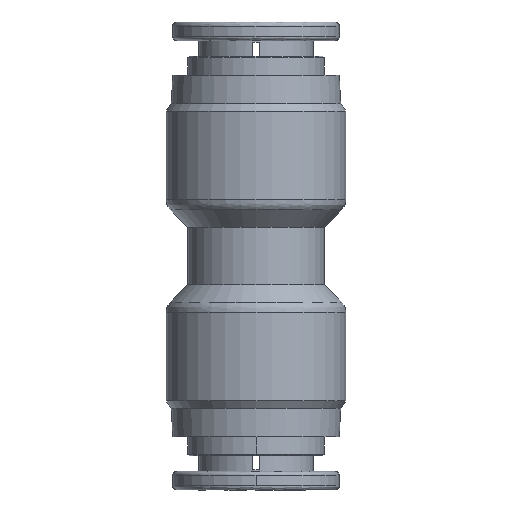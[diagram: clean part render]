
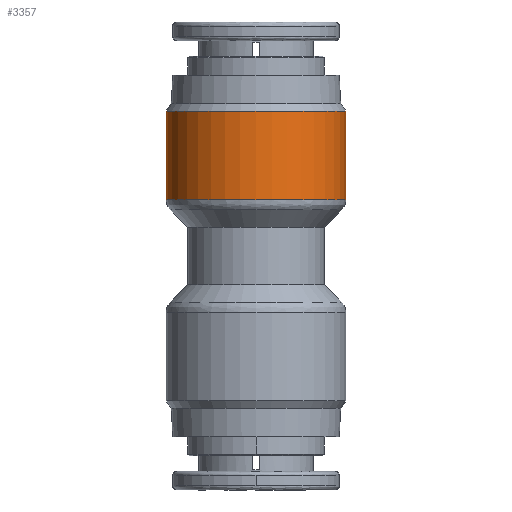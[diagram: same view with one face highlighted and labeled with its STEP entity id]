
A CAD part, front view. The second image highlights one B-rep face of the part: STEP entity #3357.
In plain terms, the highlighted cylindrical face has radius 6.25 mm (diameter 12.5 mm), a partial arc.
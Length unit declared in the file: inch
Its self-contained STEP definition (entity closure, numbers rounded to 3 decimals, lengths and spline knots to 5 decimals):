
#48 = CARTESIAN_POINT ( 'NONE',  ( 0.24606, 0., 0.1541 ) ) ;
#50 = VECTOR ( 'NONE', #3313, 39.37008 ) ;
#118 = EDGE_LOOP ( 'NONE', ( #4730, #3820, #1083, #304 ) ) ;
#304 = ORIENTED_EDGE ( 'NONE', *, *, #2757, .T. ) ;
#394 = DIRECTION ( 'NONE',  ( 0., 0., 1. ) ) ;
#1017 = VERTEX_POINT ( 'NONE', #48 ) ;
#1083 = ORIENTED_EDGE ( 'NONE', *, *, #2463, .T. ) ;
#1214 = CARTESIAN_POINT ( 'NONE',  ( 0.24606, 0., 0. ) ) ;
#1659 = CARTESIAN_POINT ( 'NONE',  ( -0.24606, 0., 0.39764 ) ) ;
#1791 = AXIS2_PLACEMENT_3D ( 'NONE', #5293, #394, #3289 ) ;
#1808 = CARTESIAN_POINT ( 'NONE',  ( -0.24606, 0., 0. ) ) ;
#2019 = LINE ( 'NONE', #1808, #3119 ) ;
#2083 = DIRECTION ( 'NONE',  ( 0., 0., -1. ) ) ;
#2171 = VERTEX_POINT ( 'NONE', #1659 ) ;
#2175 = CARTESIAN_POINT ( 'NONE',  ( 0., 0., 0. ) ) ;
#2205 = DIRECTION ( 'NONE',  ( 0., 0., -1. ) ) ;
#2265 = FACE_OUTER_BOUND ( 'NONE', #118, .T. ) ;
#2463 = EDGE_CURVE ( 'NONE', #2171, #2826, #2019, .T. ) ;
#2757 = EDGE_CURVE ( 'NONE', #2826, #1017, #5069, .T. ) ;
#2776 = AXIS2_PLACEMENT_3D ( 'NONE', #5101, #2083, #3770 ) ;
#2826 = VERTEX_POINT ( 'NONE', #4569 ) ;
#2979 = DIRECTION ( 'NONE',  ( 0., 0., -1. ) ) ;
#3119 = VECTOR ( 'NONE', #2205, 39.37008 ) ;
#3255 = CYLINDRICAL_SURFACE ( 'NONE', #3354, 0.24606 ) ;
#3289 = DIRECTION ( 'NONE',  ( -1., 0., 0. ) ) ;
#3313 = DIRECTION ( 'NONE',  ( 0., 0., -1. ) ) ;
#3354 = AXIS2_PLACEMENT_3D ( 'NONE', #2175, #2979, #4282 ) ;
#3357 = ADVANCED_FACE ( 'NONE', ( #2265 ), #3255, .T. ) ;
#3770 = DIRECTION ( 'NONE',  ( -1., 0., 0. ) ) ;
#3820 = ORIENTED_EDGE ( 'NONE', *, *, #4922, .T. ) ;
#3939 = CIRCLE ( 'NONE', #2776, 0.24606 ) ;
#4223 = CARTESIAN_POINT ( 'NONE',  ( 0.24606, 0., 0.39764 ) ) ;
#4282 = DIRECTION ( 'NONE',  ( -1., 0., 0. ) ) ;
#4506 = EDGE_CURVE ( 'NONE', #5388, #1017, #4788, .T. ) ;
#4569 = CARTESIAN_POINT ( 'NONE',  ( -0.24606, 0., 0.1541 ) ) ;
#4730 = ORIENTED_EDGE ( 'NONE', *, *, #4506, .F. ) ;
#4788 = LINE ( 'NONE', #1214, #50 ) ;
#4922 = EDGE_CURVE ( 'NONE', #5388, #2171, #3939, .T. ) ;
#5069 = CIRCLE ( 'NONE', #1791, 0.24606 ) ;
#5101 = CARTESIAN_POINT ( 'NONE',  ( 0., 0., 0.39764 ) ) ;
#5293 = CARTESIAN_POINT ( 'NONE',  ( 0., 0., 0.1541 ) ) ;
#5388 = VERTEX_POINT ( 'NONE', #4223 ) ;
